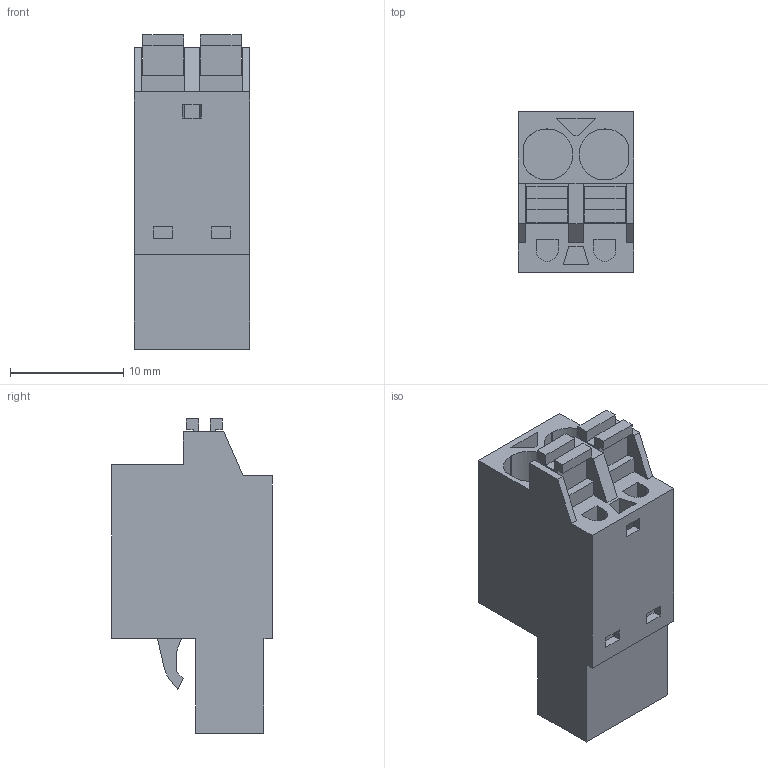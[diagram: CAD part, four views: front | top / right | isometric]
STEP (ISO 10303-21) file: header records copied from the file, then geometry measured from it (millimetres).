
FILE_DESCRIPTION(('CATIA V5 STEP Exchange','CAx-IF Rec.Pracs.--- Model Styling and Organization---1.2---2011-12-15'),'2;1');
FILE_NAME ('D1446542_0_1013430000_1013430000.stp','2017-04-28T12:42:28+00:00',('none'),('Weidmueller'),'CATIA Version 5-6 Release 2014','CATIA V5 STEP AP214','none');
FILE_SCHEMA(('AUTOMOTIVE_DESIGN { 1 0 10303 214 1 1 1 1 }'));
Length unit declared in the file: millimetre
Products named in the file (1): 1013430000
Bounding box: 10.16 x 14.2 x 27.73 mm (x, y, z)
Volume: 2473.7 mm3; surface area: 2017.4 mm2
Topology: 3 solids, 3 shells, 136 faces, 354 edges, 237 vertices
Faces by surface type: plane 120, cylinder 15, extrusion 1
Entity records: 4248 total; most frequent: CARTESIAN_POINT 800, ORIENTED_EDGE 708, DIRECTION 583, EDGE_CURVE 354, VECTOR 324, LINE 323, VERTEX_POINT 237, EDGE_LOOP 153
